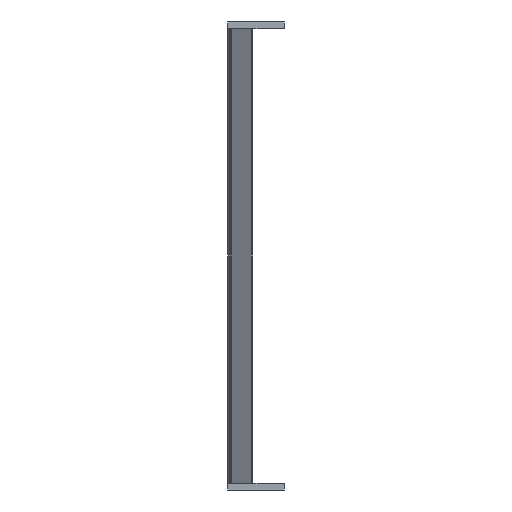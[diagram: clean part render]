
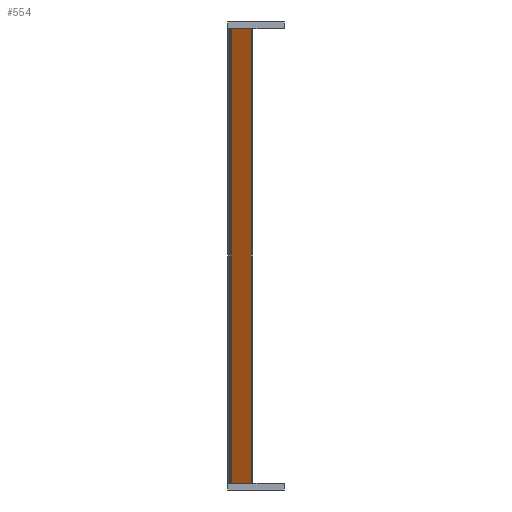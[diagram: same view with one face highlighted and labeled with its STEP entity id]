
A CAD part, left-side view. The second image highlights one B-rep face of the part: STEP entity #554.
In plain terms, the highlighted planar face has unit normal (-0.829, 0.559, 0).
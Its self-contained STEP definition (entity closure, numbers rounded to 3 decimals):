
#35 = EDGE_CURVE ( 'NONE', #366, #852, #298, .T. ) ;
#50 = CARTESIAN_POINT ( 'NONE',  ( -21., -10.441, -200. ) ) ;
#57 = VECTOR ( 'NONE', #116, 1000. ) ;
#107 = LINE ( 'NONE', #50, #57 ) ;
#115 = CARTESIAN_POINT ( 'NONE',  ( -14.255, -0.441, -200. ) ) ;
#116 = DIRECTION ( 'NONE',  ( 0., 0., 1. ) ) ;
#128 = FACE_OUTER_BOUND ( 'NONE', #696, .T. ) ;
#173 = VECTOR ( 'NONE', #732, 1000. ) ;
#174 = LINE ( 'NONE', #860, #173 ) ;
#185 = DIRECTION ( 'NONE',  ( 0.829, -0.559, 0. ) ) ;
#191 = ORIENTED_EDGE ( 'NONE', *, *, #526, .T. ) ;
#194 = CARTESIAN_POINT ( 'NONE',  ( -14.85, -1.322, -200. ) ) ;
#278 = DIRECTION ( 'NONE',  ( 0., 0., 1. ) ) ;
#298 = LINE ( 'NONE', #316, #305 ) ;
#305 = VECTOR ( 'NONE', #475, 1000. ) ;
#306 = CARTESIAN_POINT ( 'NONE',  ( -21., -10.441, 0. ) ) ;
#316 = CARTESIAN_POINT ( 'NONE',  ( -14.255, -0.441, -200. ) ) ;
#337 = VERTEX_POINT ( 'NONE', #306 ) ;
#354 = CARTESIAN_POINT ( 'NONE',  ( -14.85, -1.322, -200. ) ) ;
#366 = VERTEX_POINT ( 'NONE', #620 ) ;
#402 = CARTESIAN_POINT ( 'NONE',  ( -14.85, -1.322, 0. ) ) ;
#438 = AXIS2_PLACEMENT_3D ( 'NONE', #115, #185, #660 ) ;
#475 = DIRECTION ( 'NONE',  ( 0.559, 0.829, 0. ) ) ;
#526 = EDGE_CURVE ( 'NONE', #337, #769, #174, .T. ) ;
#554 = ADVANCED_FACE ( 'NONE', ( #128 ), #806, .F. ) ;
#590 = EDGE_CURVE ( 'NONE', #366, #337, #107, .T. ) ;
#620 = CARTESIAN_POINT ( 'NONE',  ( -21., -10.441, -200. ) ) ;
#660 = DIRECTION ( 'NONE',  ( 0.559, 0.829, 0. ) ) ;
#696 = EDGE_LOOP ( 'NONE', ( #191, #725, #868, #840 ) ) ;
#725 = ORIENTED_EDGE ( 'NONE', *, *, #736, .F. ) ;
#732 = DIRECTION ( 'NONE',  ( 0.559, 0.829, 0. ) ) ;
#736 = EDGE_CURVE ( 'NONE', #852, #769, #883, .T. ) ;
#769 = VERTEX_POINT ( 'NONE', #402 ) ;
#773 = VECTOR ( 'NONE', #278, 1000. ) ;
#806 = PLANE ( 'NONE',  #438 ) ;
#840 = ORIENTED_EDGE ( 'NONE', *, *, #590, .T. ) ;
#852 = VERTEX_POINT ( 'NONE', #354 ) ;
#860 = CARTESIAN_POINT ( 'NONE',  ( -14.255, -0.441, 0. ) ) ;
#868 = ORIENTED_EDGE ( 'NONE', *, *, #35, .F. ) ;
#883 = LINE ( 'NONE', #194, #773 ) ;
